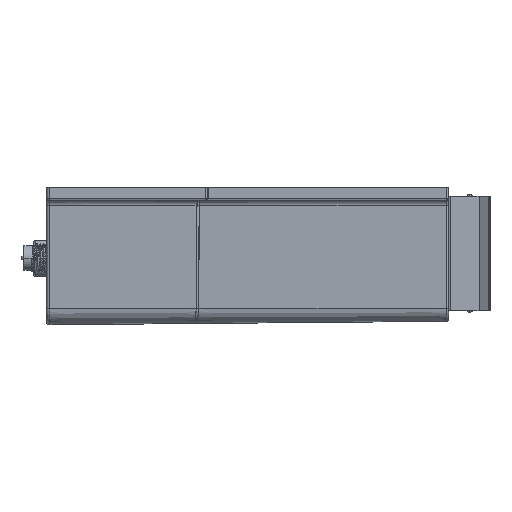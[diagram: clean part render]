
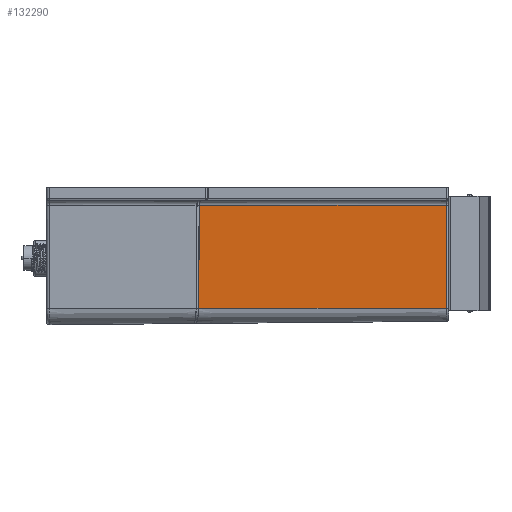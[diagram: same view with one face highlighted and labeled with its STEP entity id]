
A CAD part, front view. The second image highlights one B-rep face of the part: STEP entity #132290.
In plain terms, the highlighted planar face has unit normal (0.009, -0.999, -0.052).
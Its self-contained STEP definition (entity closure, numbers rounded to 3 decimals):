
#426 = CARTESIAN_POINT ( 'NONE',  ( 28.276, -4.1, 17.732 ) ) ;
#6105 = ORIENTED_EDGE ( 'NONE', *, *, #22411, .T. ) ;
#9474 = DIRECTION ( 'NONE',  ( -1., -0.009, 0. ) ) ;
#9924 = VERTEX_POINT ( 'NONE', #24431 ) ;
#10981 = AXIS2_PLACEMENT_3D ( 'NONE', #74364, #128349, #62743 ) ;
#18989 = VERTEX_POINT ( 'NONE', #22532 ) ;
#19307 = CARTESIAN_POINT ( 'NONE',  ( 28.09, -2.924, -4.742 ) ) ;
#19820 = VECTOR ( 'NONE', #63736, 1000. ) ;
#22411 = EDGE_CURVE ( 'NONE', #18989, #99388, #26756, .T. ) ;
#22532 = CARTESIAN_POINT ( 'NONE',  ( 82.104, -3.63, 17.732 ) ) ;
#24426 = DIRECTION ( 'NONE',  ( 0., 0.052, -0.999 ) ) ;
#24431 = CARTESIAN_POINT ( 'NONE',  ( 82.104, -2.453, -4.717 ) ) ;
#26756 = LINE ( 'NONE', #117828, #19820 ) ;
#46035 = CARTESIAN_POINT ( 'NONE',  ( 82.104, -3.655, 18.208 ) ) ;
#46711 = LINE ( 'NONE', #62961, #136528 ) ;
#53328 = EDGE_CURVE ( 'NONE', #99388, #94579, #127587, .T. ) ;
#54011 = CARTESIAN_POINT ( 'NONE',  ( 28.276, -4.1, 17.732 ) ) ;
#60687 = ORIENTED_EDGE ( 'NONE', *, *, #116510, .F. ) ;
#62743 = DIRECTION ( 'NONE',  ( 0., 0.052, -0.999 ) ) ;
#62961 = CARTESIAN_POINT ( 'NONE',  ( -499000., -4351.908, -232.662 ) ) ;
#63736 = DIRECTION ( 'NONE',  ( -1., -0.009, 0. ) ) ;
#74364 = CARTESIAN_POINT ( 'NONE',  ( 82.6, -3.853, 22.075 ) ) ;
#77684 = DIRECTION ( 'NONE',  ( -0.008, 0.052, -0.999 ) ) ;
#80972 = EDGE_LOOP ( 'NONE', ( #96312, #60687, #140966, #6105 ) ) ;
#82056 = FACE_OUTER_BOUND ( 'NONE', #80972, .T. ) ;
#94579 = VERTEX_POINT ( 'NONE', #19307 ) ;
#95631 = PLANE ( 'NONE',  #10981 ) ;
#96312 = ORIENTED_EDGE ( 'NONE', *, *, #53328, .T. ) ;
#99388 = VERTEX_POINT ( 'NONE', #426 ) ;
#101010 = VECTOR ( 'NONE', #24426, 1000. ) ;
#116489 = LINE ( 'NONE', #46035, #101010 ) ;
#116510 = EDGE_CURVE ( 'NONE', #9924, #94579, #46711, .T. ) ;
#117273 = VECTOR ( 'NONE', #77684, 1000. ) ;
#117828 = CARTESIAN_POINT ( 'NONE',  ( 82.104, -3.63, 17.732 ) ) ;
#127587 = LINE ( 'NONE', #54011, #117273 ) ;
#128349 = DIRECTION ( 'NONE',  ( 0.009, -0.999, -0.052 ) ) ;
#128798 = EDGE_CURVE ( 'NONE', #18989, #9924, #116489, .T. ) ;
#132290 = ADVANCED_FACE ( 'NONE', ( #82056 ), #95631, .T. ) ;
#136528 = VECTOR ( 'NONE', #9474, 1000. ) ;
#140966 = ORIENTED_EDGE ( 'NONE', *, *, #128798, .F. ) ;
